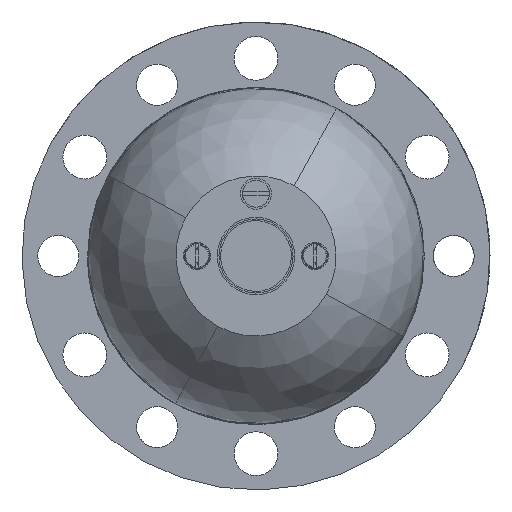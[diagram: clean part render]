
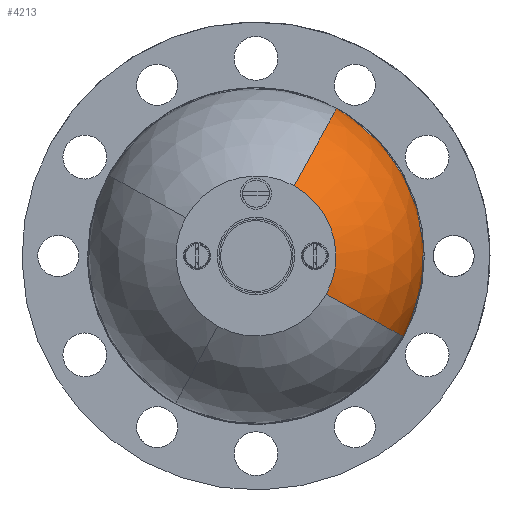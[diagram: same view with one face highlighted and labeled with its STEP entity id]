
A CAD part, front view. The second image highlights one B-rep face of the part: STEP entity #4213.
In plain terms, the highlighted spherical face has radius 25 mm.
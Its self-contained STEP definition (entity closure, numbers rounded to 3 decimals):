
#4123=AXIS2_PLACEMENT_3D('Circle Axis2P3D',#4121,#4122,$) ;
#4166=AXIS2_PLACEMENT_3D('Circle Axis2P3D',#4164,#4165,$) ;
#4193=AXIS2_PLACEMENT_3D('Sphere Axis2P3D',#4190,#4191,#4192) ;
#4197=AXIS2_PLACEMENT_3D('Circle Axis2P3D',#4195,#4196,$) ;
#4204=AXIS2_PLACEMENT_3D('Circle Axis2P3D',#4202,#4203,$) ;
#4104=CARTESIAN_POINT('Vertex',(20.782,-204.508,-11.353)) ;
#4118=CARTESIAN_POINT('Vertex',(11.353,-204.508,20.782)) ;
#4121=CARTESIAN_POINT('Axis2P3D Location',(0.,-204.508,0.)) ;
#4164=CARTESIAN_POINT('Axis2P3D Location',(0.,-212.52,0.)) ;
#4168=CARTESIAN_POINT('Vertex',(5.693,-234.52,10.421)) ;
#4190=CARTESIAN_POINT('Axis2P3D Location',(0.,-212.52,0.)) ;
#4195=CARTESIAN_POINT('Axis2P3D Location',(0.,-234.52,0.)) ;
#4199=CARTESIAN_POINT('Vertex',(10.421,-234.52,-5.693)) ;
#4202=CARTESIAN_POINT('Axis2P3D Location',(0.,-212.52,0.)) ;
#4122=DIRECTION('Axis2P3D Direction',(0.,-1.,0.)) ;
#4165=DIRECTION('Axis2P3D Direction',(-0.878,0.,0.479)) ;
#4191=DIRECTION('Axis2P3D Direction',(0.,1.,0.)) ;
#4192=DIRECTION('Axis2P3D XDirection',(0.479,0.,0.878)) ;
#4196=DIRECTION('Axis2P3D Direction',(0.,1.,0.)) ;
#4203=DIRECTION('Axis2P3D Direction',(0.479,0.,0.878)) ;
#4208=ORIENTED_EDGE('',*,*,#4170,.F.) ;
#4209=ORIENTED_EDGE('',*,*,#4201,.T.) ;
#4210=ORIENTED_EDGE('',*,*,#4206,.T.) ;
#4211=ORIENTED_EDGE('',*,*,#4125,.F.) ;
#4213=ADVANCED_FACE('MKWMG',(#4212),#4194,.T.) ;
#4124=CIRCLE('generated circle',#4123,23.681) ;
#4167=CIRCLE('generated circle',#4166,25.) ;
#4198=CIRCLE('generated circle',#4197,11.874) ;
#4205=CIRCLE('generated circle',#4204,25.) ;
#4125=EDGE_CURVE('',#4119,#4105,#4124,.F.) ;
#4170=EDGE_CURVE('',#4169,#4119,#4167,.T.) ;
#4201=EDGE_CURVE('',#4169,#4200,#4198,.T.) ;
#4206=EDGE_CURVE('',#4200,#4105,#4205,.T.) ;
#4207=EDGE_LOOP('',(#4208,#4209,#4210,#4211)) ;
#4212=FACE_OUTER_BOUND('',#4207,.T.) ;
#4194=SPHERICAL_SURFACE('',#4193,25.) ;
#4105=VERTEX_POINT('',#4104) ;
#4119=VERTEX_POINT('',#4118) ;
#4169=VERTEX_POINT('',#4168) ;
#4200=VERTEX_POINT('',#4199) ;
